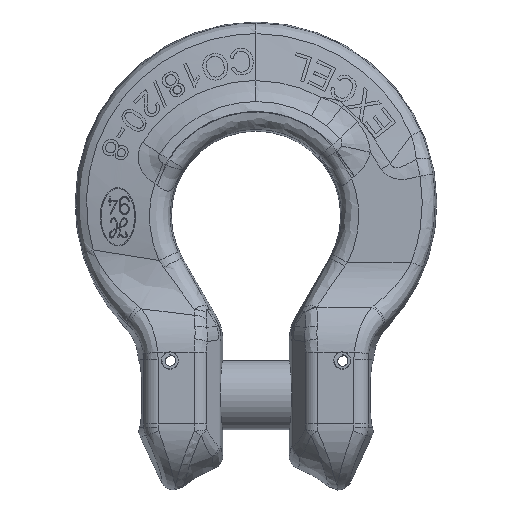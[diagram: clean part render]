
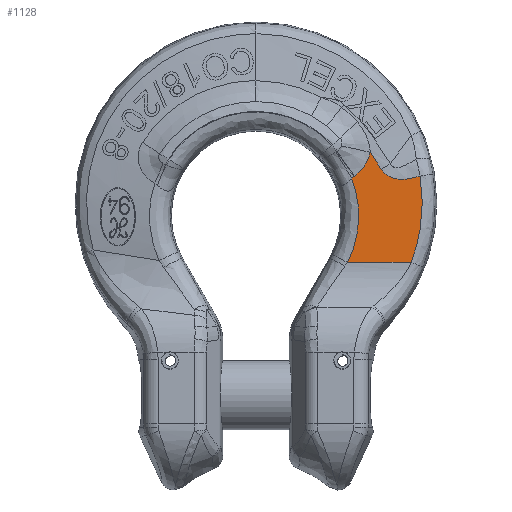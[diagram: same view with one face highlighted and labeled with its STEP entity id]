
A CAD part, top view. The second image highlights one B-rep face of the part: STEP entity #1128.
In plain terms, the highlighted planar face has unit normal (0, 0, 1).
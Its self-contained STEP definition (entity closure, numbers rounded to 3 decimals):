
#1128=ADVANCED_FACE('NONE',(#2945),#2946,.F.);
#2945=FACE_OUTER_BOUND('',#7998,.T.);
#2946=PLANE('',#7999);
#7998=EDGE_LOOP('',(#23592,#23593,#23594,#23595,#23596,#23597,#23598,#23599));
#7999=AXIS2_PLACEMENT_3D('',#23600,#23601,#23602);
#23592=ORIENTED_EDGE('',*,*,#29312,.F.);
#23593=ORIENTED_EDGE('',*,*,#29435,.F.);
#23594=ORIENTED_EDGE('',*,*,#29436,.F.);
#23595=ORIENTED_EDGE('',*,*,#29437,.F.);
#23596=ORIENTED_EDGE('',*,*,#29438,.T.);
#23597=ORIENTED_EDGE('',*,*,#29439,.T.);
#23598=ORIENTED_EDGE('',*,*,#29440,.F.);
#23599=ORIENTED_EDGE('',*,*,#29365,.T.);
#23600=CARTESIAN_POINT('',(17.327,-15.126,10.75));
#23601=DIRECTION('',(0.0,0.0,-1.0));
#23602=DIRECTION('',(-0.0,1.0,0.0));
#29312=EDGE_CURVE('NONE',#32448,#32444,#32450,.T.);
#29365=EDGE_CURVE('NONE',#32519,#32444,#32520,.T.);
#29435=EDGE_CURVE('NONE',#32617,#32448,#32618,.T.);
#29436=EDGE_CURVE('NONE',#32619,#32617,#32620,.T.);
#29437=EDGE_CURVE('NONE',#32621,#32619,#32622,.T.);
#29438=EDGE_CURVE('NONE',#32621,#32623,#32624,.T.);
#29439=EDGE_CURVE('NONE',#32623,#32625,#32626,.T.);
#29440=EDGE_CURVE('NONE',#32519,#32625,#32627,.T.);
#32444=VERTEX_POINT('NONE',#39078);
#32448=VERTEX_POINT('NONE',#39184);
#32450=(B_SPLINE_CURVE(3,(#39187,#39188,#39189,#39190),.UNSPECIFIED.,.F.,.F.)B_SPLINE_CURVE_WITH_KNOTS((4,4),(0.0,1.0),.UNSPECIFIED.)RATIONAL_B_SPLINE_CURVE((1.0,0.977,0.977,1.0))BOUNDED_CURVE()REPRESENTATION_ITEM('')GEOMETRIC_REPRESENTATION_ITEM()CURVE());
#32519=VERTEX_POINT('NONE',#39693);
#32520=LINE('',#39694,#39695);
#32617=VERTEX_POINT('NONE',#40122);
#32618=B_SPLINE_CURVE_WITH_KNOTS('',3,(#40123,#40124,#40125,#40126,#40127,#40128,#40129,#40130,#40131,#40132,#40133,#40134,#40135,#40136,#40137,#40138,#40139,#40140,#40141,#40142),.UNSPECIFIED.,.F.,.F.,(4,2,2,2,2,2,2,2,2,4),(0.0,0.125,0.188,0.25,0.313,0.375,0.5,0.625,0.75,1.0),.UNSPECIFIED.);
#32619=VERTEX_POINT('NONE',#40143);
#32620=LINE('',#40144,#40145);
#32621=VERTEX_POINT('NONE',#40146);
#32622=B_SPLINE_CURVE_WITH_KNOTS('',3,(#40147,#40148,#40149,#40150,#40151,#40152,#40153,#40154,#40155,#40156,#40157,#40158),.UNSPECIFIED.,.F.,.F.,(4,2,2,2,2,4),(0.0,0.25,0.5,0.625,0.75,1.0),.UNSPECIFIED.);
#32623=VERTEX_POINT('NONE',#40159);
#32624=LINE('',#40160,#40161);
#32625=VERTEX_POINT('NONE',#40162);
#32626=B_SPLINE_CURVE_WITH_KNOTS('',3,(#40163,#40164,#40165,#40166),.UNSPECIFIED.,.F.,.F.,(4,4),(0.0,1.0),.UNSPECIFIED.);
#32627=(B_SPLINE_CURVE(3,(#40168,#40169,#40170,#40171),.UNSPECIFIED.,.F.,.F.)B_SPLINE_CURVE_WITH_KNOTS((4,4),(0.0,1.0),.UNSPECIFIED.)RATIONAL_B_SPLINE_CURVE((1.0,0.941,0.941,1.0))BOUNDED_CURVE()REPRESENTATION_ITEM('')GEOMETRIC_REPRESENTATION_ITEM()CURVE());
#39078=CARTESIAN_POINT('',(54.065,-16.244,10.75));
#39184=CARTESIAN_POINT('',(57.152,13.828,10.75));
#39187=CARTESIAN_POINT('',(57.152,13.828,10.75));
#39188=CARTESIAN_POINT('',(58.814,3.648,10.75));
#39189=CARTESIAN_POINT('',(57.76,-6.613,10.75));
#39190=CARTESIAN_POINT('',(54.065,-16.244,10.75));
#39693=CARTESIAN_POINT('',(31.85,-16.244,10.75));
#39694=CARTESIAN_POINT('',(-67.5,-16.244,10.75));
#39695=VECTOR('',#57258,1000.0);
#40122=CARTESIAN_POINT('',(43.654,16.179,10.75));
#40123=CARTESIAN_POINT('',(43.654,16.179,10.75));
#40124=CARTESIAN_POINT('',(43.995,15.657,10.75));
#40125=CARTESIAN_POINT('',(44.388,15.182,10.75));
#40126=CARTESIAN_POINT('',(45.065,14.55,10.75));
#40127=CARTESIAN_POINT('',(45.307,14.351,10.75));
#40128=CARTESIAN_POINT('',(45.813,13.99,10.75));
#40129=CARTESIAN_POINT('',(46.075,13.827,10.75));
#40130=CARTESIAN_POINT('',(46.618,13.537,10.75));
#40131=CARTESIAN_POINT('',(46.898,13.409,10.75));
#40132=CARTESIAN_POINT('',(47.476,13.185,10.75));
#40133=CARTESIAN_POINT('',(47.773,13.09,10.75));
#40134=CARTESIAN_POINT('',(48.672,12.853,10.75));
#40135=CARTESIAN_POINT('',(49.279,12.76,10.75));
#40136=CARTESIAN_POINT('',(50.508,12.669,10.75));
#40137=CARTESIAN_POINT('',(51.133,12.673,10.75));
#40138=CARTESIAN_POINT('',(52.362,12.754,10.75));
#40139=CARTESIAN_POINT('',(52.971,12.83,10.75));
#40140=CARTESIAN_POINT('',(54.784,13.139,10.75));
#40141=CARTESIAN_POINT('',(55.98,13.452,10.75));
#40142=CARTESIAN_POINT('',(57.152,13.828,10.75));
#40143=CARTESIAN_POINT('',(39.82,22.041,10.75));
#40144=CARTESIAN_POINT('',(39.82,22.041,10.75));
#40145=VECTOR('',#57310,1000.0);
#40146=CARTESIAN_POINT('',(34.257,13.829,10.75));
#40147=CARTESIAN_POINT('',(34.257,13.829,10.75));
#40148=CARTESIAN_POINT('',(34.953,14.317,10.75));
#40149=CARTESIAN_POINT('',(35.609,14.872,10.75));
#40150=CARTESIAN_POINT('',(36.795,16.075,10.75));
#40151=CARTESIAN_POINT('',(37.328,16.724,10.75));
#40152=CARTESIAN_POINT('',(38.04,17.771,10.75));
#40153=CARTESIAN_POINT('',(38.262,18.134,10.75));
#40154=CARTESIAN_POINT('',(38.674,18.879,10.75));
#40155=CARTESIAN_POINT('',(38.86,19.258,10.75));
#40156=CARTESIAN_POINT('',(39.366,20.416,10.75));
#40157=CARTESIAN_POINT('',(39.631,21.214,10.75));
#40158=CARTESIAN_POINT('',(39.82,22.041,10.75));
#40159=CARTESIAN_POINT('',(34.095,13.716,10.75));
#40160=CARTESIAN_POINT('',(4.772,-6.816,10.75));
#40161=VECTOR('',#57311,1000.0);
#40162=CARTESIAN_POINT('',(33.242,13.164,10.75));
#40163=CARTESIAN_POINT('',(34.095,13.716,10.75));
#40164=CARTESIAN_POINT('',(33.817,13.522,10.75));
#40165=CARTESIAN_POINT('',(33.533,13.338,10.75));
#40166=CARTESIAN_POINT('',(33.242,13.164,10.75));
#40168=CARTESIAN_POINT('',(31.85,-16.244,10.75));
#40169=CARTESIAN_POINT('',(36.589,-6.952,10.75));
#40170=CARTESIAN_POINT('',(37.082,3.466,10.75));
#40171=CARTESIAN_POINT('',(33.242,13.164,10.75));
#57258=DIRECTION('',(1.0,0.0,-0.0));
#57310=DIRECTION('',(0.547,-0.837,0.0));
#57311=DIRECTION('',(-0.819,-0.574,0.0));
